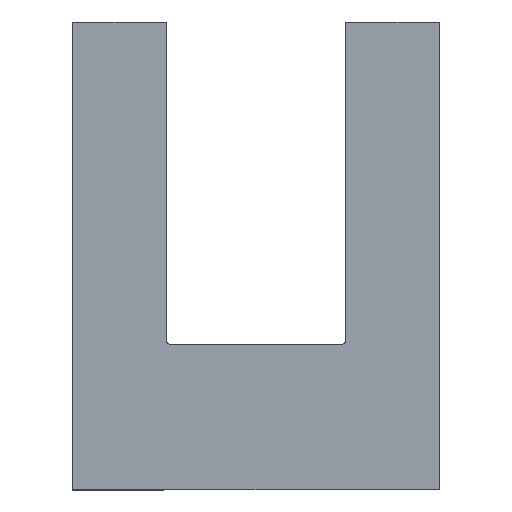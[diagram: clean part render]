
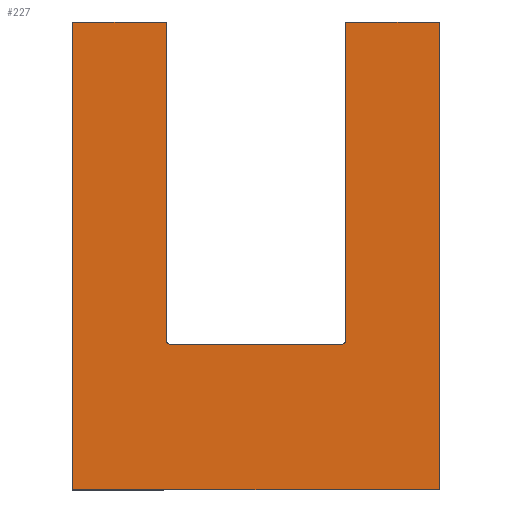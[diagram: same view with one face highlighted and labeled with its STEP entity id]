
A CAD part, top view. The second image highlights one B-rep face of the part: STEP entity #227.
In plain terms, the highlighted planar face has unit normal (0, 0, 1).
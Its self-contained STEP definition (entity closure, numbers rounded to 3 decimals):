
#23=PLANE('',#245);
#35=FACE_OUTER_BOUND('',#47,.T.);
#47=EDGE_LOOP('',(#195,#196,#197,#198,#199,#200,#201,#202,#203,#204));
#53=LINE('',#322,#79);
#56=LINE('',#333,#82);
#60=LINE('',#340,#86);
#61=LINE('',#343,#87);
#65=LINE('',#351,#91);
#68=LINE('',#357,#94);
#71=LINE('',#363,#97);
#74=LINE('',#367,#100);
#79=VECTOR('',#261,10.);
#82=VECTOR('',#272,10.);
#86=VECTOR('',#278,10.);
#87=VECTOR('',#281,10.);
#91=VECTOR('',#287,10.);
#94=VECTOR('',#292,10.);
#97=VECTOR('',#297,10.);
#100=VECTOR('',#302,10.);
#102=CIRCLE('',#233,1.);
#104=CIRCLE('',#237,1.);
#107=VERTEX_POINT('',#312);
#108=VERTEX_POINT('',#314);
#110=VERTEX_POINT('',#320);
#113=VERTEX_POINT('',#327);
#114=VERTEX_POINT('',#329);
#116=VERTEX_POINT('',#338);
#117=VERTEX_POINT('',#342);
#120=VERTEX_POINT('',#350);
#122=VERTEX_POINT('',#356);
#124=VERTEX_POINT('',#362);
#127=EDGE_CURVE('',#107,#108,#102,.T.);
#131=EDGE_CURVE('',#107,#110,#53,.T.);
#134=EDGE_CURVE('',#113,#114,#104,.T.);
#136=EDGE_CURVE('',#113,#108,#56,.T.);
#140=EDGE_CURVE('',#110,#116,#60,.T.);
#141=EDGE_CURVE('',#117,#114,#61,.T.);
#145=EDGE_CURVE('',#120,#117,#65,.T.);
#148=EDGE_CURVE('',#122,#120,#68,.T.);
#151=EDGE_CURVE('',#124,#122,#71,.T.);
#154=EDGE_CURVE('',#116,#124,#74,.T.);
#195=ORIENTED_EDGE('',*,*,#154,.T.);
#196=ORIENTED_EDGE('',*,*,#151,.T.);
#197=ORIENTED_EDGE('',*,*,#148,.T.);
#198=ORIENTED_EDGE('',*,*,#145,.T.);
#199=ORIENTED_EDGE('',*,*,#141,.T.);
#200=ORIENTED_EDGE('',*,*,#134,.F.);
#201=ORIENTED_EDGE('',*,*,#136,.T.);
#202=ORIENTED_EDGE('',*,*,#127,.F.);
#203=ORIENTED_EDGE('',*,*,#131,.T.);
#204=ORIENTED_EDGE('',*,*,#140,.T.);
#227=ADVANCED_FACE('',(#35),#23,.T.);
#233=AXIS2_PLACEMENT_3D('',#315,#254,#255);
#237=AXIS2_PLACEMENT_3D('',#330,#267,#268);
#245=AXIS2_PLACEMENT_3D('',#368,#303,#304);
#254=DIRECTION('center_axis',(0.,0.,1.));
#255=DIRECTION('ref_axis',(-0.707,-0.707,0.));
#261=DIRECTION('',(0.,1.,0.));
#267=DIRECTION('center_axis',(0.,0.,1.));
#268=DIRECTION('ref_axis',(0.707,-0.707,0.));
#272=DIRECTION('',(-1.,0.,0.));
#278=DIRECTION('',(-1.,0.,0.));
#281=DIRECTION('',(0.,-1.,0.));
#287=DIRECTION('',(-1.,0.,0.));
#292=DIRECTION('',(0.,1.,0.));
#297=DIRECTION('',(1.,0.,0.));
#302=DIRECTION('',(0.,-1.,0.));
#303=DIRECTION('center_axis',(0.,0.,1.));
#304=DIRECTION('ref_axis',(1.,0.,0.));
#312=CARTESIAN_POINT('',(112.32,28.613,1.5));
#314=CARTESIAN_POINT('',(113.32,27.613,1.5));
#315=CARTESIAN_POINT('Origin',(113.32,28.613,1.5));
#320=CARTESIAN_POINT('',(112.32,105.219,1.5));
#322=CARTESIAN_POINT('',(112.32,105.219,1.5));
#327=CARTESIAN_POINT('',(154.5,27.613,1.5));
#329=CARTESIAN_POINT('',(155.5,28.613,1.5));
#330=CARTESIAN_POINT('Origin',(154.5,28.613,1.5));
#333=CARTESIAN_POINT('',(112.32,27.613,1.5));
#338=CARTESIAN_POINT('',(89.78,105.219,1.5));
#340=CARTESIAN_POINT('',(102.588,105.219,1.5));
#342=CARTESIAN_POINT('',(155.5,105.219,1.5));
#343=CARTESIAN_POINT('',(155.5,27.613,1.5));
#350=CARTESIAN_POINT('',(178.04,105.219,1.5));
#351=CARTESIAN_POINT('',(102.588,105.219,1.5));
#356=CARTESIAN_POINT('',(178.04,-7.467,1.5));
#357=CARTESIAN_POINT('',(178.04,105.219,1.5));
#362=CARTESIAN_POINT('',(89.78,-7.467,1.5));
#363=CARTESIAN_POINT('',(178.04,-7.467,1.5));
#367=CARTESIAN_POINT('',(89.78,-7.467,1.5));
#368=CARTESIAN_POINT('Origin',(133.91,48.876,1.5));
